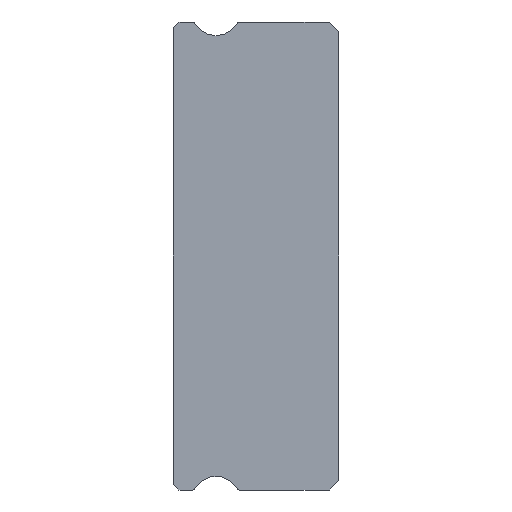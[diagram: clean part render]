
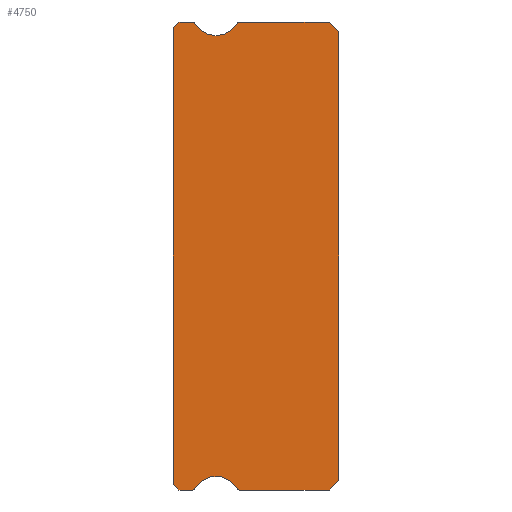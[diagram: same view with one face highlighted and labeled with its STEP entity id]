
A CAD part, left-side view. The second image highlights one B-rep face of the part: STEP entity #4750.
In plain terms, the highlighted planar face has unit normal (-1, 0, 0).
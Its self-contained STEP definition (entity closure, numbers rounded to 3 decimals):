
#7 = ORIENTED_EDGE ( 'NONE', *, *, #3366, .T. ) ;
#26 = VERTEX_POINT ( 'NONE', #3205 ) ;
#84 = LINE ( 'NONE', #3818, #5143 ) ;
#167 = DIRECTION ( 'NONE',  ( 0., -0.707, -0.707 ) ) ;
#177 = DIRECTION ( 'NONE',  ( 0., 0., -1. ) ) ;
#180 = ORIENTED_EDGE ( 'NONE', *, *, #4178, .T. ) ;
#230 = VECTOR ( 'NONE', #167, 1000. ) ;
#270 = FACE_OUTER_BOUND ( 'NONE', #3075, .T. ) ;
#287 = ORIENTED_EDGE ( 'NONE', *, *, #1616, .T. ) ;
#436 = ORIENTED_EDGE ( 'NONE', *, *, #5602, .F. ) ;
#489 = EDGE_CURVE ( 'NONE', #5733, #2024, #1966, .T. ) ;
#557 = DIRECTION ( 'NONE',  ( 1., 0., 0. ) ) ;
#586 = CARTESIAN_POINT ( 'NONE',  ( -10., 8.5, 11.85 ) ) ;
#621 = CARTESIAN_POINT ( 'NONE',  ( -10., 6.3, 12.55 ) ) ;
#650 = VERTEX_POINT ( 'NONE', #4522 ) ;
#677 = VERTEX_POINT ( 'NONE', #5808 ) ;
#914 = CARTESIAN_POINT ( 'NONE',  ( -10., 7.383, -11.925 ) ) ;
#1010 = CIRCLE ( 'NONE', #1584, 1.25 ) ;
#1035 = LINE ( 'NONE', #586, #2189 ) ;
#1086 = VECTOR ( 'NONE', #4676, 1000. ) ;
#1123 = CARTESIAN_POINT ( 'NONE',  ( -10., 5.088, -12. ) ) ;
#1133 = EDGE_CURVE ( 'NONE', #1983, #3490, #3279, .T. ) ;
#1226 = ORIENTED_EDGE ( 'NONE', *, *, #3439, .F. ) ;
#1267 = CARTESIAN_POINT ( 'NONE',  ( -10., 5.088, 11.85 ) ) ;
#1377 = LINE ( 'NONE', #1439, #5610 ) ;
#1439 = CARTESIAN_POINT ( 'NONE',  ( -10., 0., -11.5 ) ) ;
#1477 = EDGE_CURVE ( 'NONE', #3989, #2024, #5462, .T. ) ;
#1486 = LINE ( 'NONE', #4228, #230 ) ;
#1540 = VERTEX_POINT ( 'NONE', #5435 ) ;
#1541 = CARTESIAN_POINT ( 'NONE',  ( -10., 7.512, -12. ) ) ;
#1548 = ORIENTED_EDGE ( 'NONE', *, *, #5090, .T. ) ;
#1568 = LINE ( 'NONE', #1541, #1086 ) ;
#1572 = ORIENTED_EDGE ( 'NONE', *, *, #1730, .F. ) ;
#1583 = LINE ( 'NONE', #4269, #2110 ) ;
#1584 = AXIS2_PLACEMENT_3D ( 'NONE', #5226, #4241, #4693 ) ;
#1604 = VERTEX_POINT ( 'NONE', #2353 ) ;
#1616 = EDGE_CURVE ( 'NONE', #1540, #3989, #1486, .T. ) ;
#1645 = VERTEX_POINT ( 'NONE', #1937 ) ;
#1694 = EDGE_CURVE ( 'NONE', #3930, #3955, #1568, .T. ) ;
#1719 = DIRECTION ( 'NONE',  ( 0., -0.707, -0.707 ) ) ;
#1730 = EDGE_CURVE ( 'NONE', #3490, #1604, #5577, .T. ) ;
#1767 = AXIS2_PLACEMENT_3D ( 'NONE', #1267, #2114, #3423 ) ;
#1791 = LINE ( 'NONE', #4503, #3206 ) ;
#1850 = CARTESIAN_POINT ( 'NONE',  ( -10., 7.512, 12. ) ) ;
#1937 = CARTESIAN_POINT ( 'NONE',  ( -10., 8.2, 12. ) ) ;
#1944 = AXIS2_PLACEMENT_3D ( 'NONE', #621, #2058, #4711 ) ;
#1966 = CIRCLE ( 'NONE', #4247, 0.15 ) ;
#1983 = VERTEX_POINT ( 'NONE', #2710 ) ;
#2003 = CARTESIAN_POINT ( 'NONE',  ( -10., 5.088, -11.85 ) ) ;
#2024 = VERTEX_POINT ( 'NONE', #4639 ) ;
#2058 = DIRECTION ( 'NONE',  ( -1., 0., 0. ) ) ;
#2110 = VECTOR ( 'NONE', #2841, 1000. ) ;
#2114 = DIRECTION ( 'NONE',  ( 1., 0., 0. ) ) ;
#2140 = CARTESIAN_POINT ( 'NONE',  ( -10., 7.512, -11.85 ) ) ;
#2189 = VECTOR ( 'NONE', #2411, 1000. ) ;
#2324 = DIRECTION ( 'NONE',  ( 0., 1., 0. ) ) ;
#2353 = CARTESIAN_POINT ( 'NONE',  ( -10., 5.088, 12. ) ) ;
#2366 = VECTOR ( 'NONE', #2997, 1000. ) ;
#2408 = DIRECTION ( 'NONE',  ( 0., 0., -1. ) ) ;
#2411 = DIRECTION ( 'NONE',  ( 0., 0., 1. ) ) ;
#2442 = CARTESIAN_POINT ( 'NONE',  ( -10., 7.512, 11.85 ) ) ;
#2509 = CARTESIAN_POINT ( 'NONE',  ( -10., 8.2, -12. ) ) ;
#2584 = LINE ( 'NONE', #3064, #2366 ) ;
#2679 = VERTEX_POINT ( 'NONE', #2864 ) ;
#2710 = CARTESIAN_POINT ( 'NONE',  ( -10., 6.3, 11.3 ) ) ;
#2730 = EDGE_CURVE ( 'NONE', #1604, #2790, #84, .T. ) ;
#2762 = EDGE_CURVE ( 'NONE', #1540, #650, #1035, .T. ) ;
#2790 = VERTEX_POINT ( 'NONE', #3846 ) ;
#2841 = DIRECTION ( 'NONE',  ( 0., 0., 1. ) ) ;
#2864 = CARTESIAN_POINT ( 'NONE',  ( -10., 0., -11.5 ) ) ;
#2918 = DIRECTION ( 'NONE',  ( -1., 0., 0. ) ) ;
#2997 = DIRECTION ( 'NONE',  ( 0., 0.707, -0.707 ) ) ;
#3060 = CARTESIAN_POINT ( 'NONE',  ( -10., 7.512, 11.85 ) ) ;
#3064 = CARTESIAN_POINT ( 'NONE',  ( -10., 8.5, 11.7 ) ) ;
#3075 = EDGE_LOOP ( 'NONE', ( #4882, #287, #4617, #3856, #5441, #5623, #4185, #1226, #1548, #436, #4407, #1572, #3396, #5467, #4965, #180, #7 ) ) ;
#3103 = LINE ( 'NONE', #3424, #4935 ) ;
#3205 = CARTESIAN_POINT ( 'NONE',  ( -10., 7.383, 11.925 ) ) ;
#3206 = VECTOR ( 'NONE', #2324, 1000. ) ;
#3262 = AXIS2_PLACEMENT_3D ( 'NONE', #2442, #557, #2408 ) ;
#3279 = CIRCLE ( 'NONE', #1944, 1.25 ) ;
#3348 = CIRCLE ( 'NONE', #3536, 0.15 ) ;
#3366 = EDGE_CURVE ( 'NONE', #1645, #650, #2584, .T. ) ;
#3396 = ORIENTED_EDGE ( 'NONE', *, *, #1133, .F. ) ;
#3423 = DIRECTION ( 'NONE',  ( 0., 0., -1. ) ) ;
#3424 = CARTESIAN_POINT ( 'NONE',  ( -10., 0.5, 12. ) ) ;
#3430 = DIRECTION ( 'NONE',  ( 1., 0., 0. ) ) ;
#3439 = EDGE_CURVE ( 'NONE', #2679, #3930, #1377, .T. ) ;
#3490 = VERTEX_POINT ( 'NONE', #3654 ) ;
#3536 = AXIS2_PLACEMENT_3D ( 'NONE', #2003, #3430, #177 ) ;
#3570 = VECTOR ( 'NONE', #4144, 1000. ) ;
#3594 = DIRECTION ( 'NONE',  ( 0., 0.707, -0.707 ) ) ;
#3600 = AXIS2_PLACEMENT_3D ( 'NONE', #5551, #2918, #3816 ) ;
#3605 = EDGE_CURVE ( 'NONE', #26, #1983, #1010, .T. ) ;
#3615 = CARTESIAN_POINT ( 'NONE',  ( -10., 0., 11.5 ) ) ;
#3654 = CARTESIAN_POINT ( 'NONE',  ( -10., 5.217, 11.925 ) ) ;
#3816 = DIRECTION ( 'NONE',  ( 0., 0., -1. ) ) ;
#3818 = CARTESIAN_POINT ( 'NONE',  ( -10., 7.512, 12. ) ) ;
#3838 = DIRECTION ( 'NONE',  ( 1., 0., 0. ) ) ;
#3846 = CARTESIAN_POINT ( 'NONE',  ( -10., 0.5, 12. ) ) ;
#3856 = ORIENTED_EDGE ( 'NONE', *, *, #489, .F. ) ;
#3930 = VERTEX_POINT ( 'NONE', #4712 ) ;
#3955 = VERTEX_POINT ( 'NONE', #1123 ) ;
#3989 = VERTEX_POINT ( 'NONE', #2509 ) ;
#4036 = DIRECTION ( 'NONE',  ( 0., 0., -1. ) ) ;
#4127 = VERTEX_POINT ( 'NONE', #1850 ) ;
#4144 = DIRECTION ( 'NONE',  ( 0., -1., 0. ) ) ;
#4163 = CIRCLE ( 'NONE', #3600, 1.25 ) ;
#4178 = EDGE_CURVE ( 'NONE', #4127, #1645, #1791, .T. ) ;
#4185 = ORIENTED_EDGE ( 'NONE', *, *, #1694, .F. ) ;
#4228 = CARTESIAN_POINT ( 'NONE',  ( -10., 8.2, -12. ) ) ;
#4241 = DIRECTION ( 'NONE',  ( -1., 0., 0. ) ) ;
#4247 = AXIS2_PLACEMENT_3D ( 'NONE', #2140, #3838, #5271 ) ;
#4269 = CARTESIAN_POINT ( 'NONE',  ( -10., 0., 11.5 ) ) ;
#4407 = ORIENTED_EDGE ( 'NONE', *, *, #2730, .F. ) ;
#4503 = CARTESIAN_POINT ( 'NONE',  ( -10., 8.2, 12. ) ) ;
#4522 = CARTESIAN_POINT ( 'NONE',  ( -10., 8.5, 11.7 ) ) ;
#4592 = CARTESIAN_POINT ( 'NONE',  ( -10., 7.512, -12. ) ) ;
#4617 = ORIENTED_EDGE ( 'NONE', *, *, #1477, .T. ) ;
#4639 = CARTESIAN_POINT ( 'NONE',  ( -10., 7.512, -12. ) ) ;
#4676 = DIRECTION ( 'NONE',  ( 0., 1., 0. ) ) ;
#4681 = DIRECTION ( 'NONE',  ( 0., -1., 0. ) ) ;
#4693 = DIRECTION ( 'NONE',  ( 0., 0., -1. ) ) ;
#4711 = DIRECTION ( 'NONE',  ( 0., 0., -1. ) ) ;
#4712 = CARTESIAN_POINT ( 'NONE',  ( -10., 0.5, -12. ) ) ;
#4750 = ADVANCED_FACE ( 'NONE', ( #270 ), #4845, .F. ) ;
#4845 = PLANE ( 'NONE',  #5446 ) ;
#4882 = ORIENTED_EDGE ( 'NONE', *, *, #2762, .F. ) ;
#4935 = VECTOR ( 'NONE', #1719, 1000. ) ;
#4938 = DIRECTION ( 'NONE',  ( 1., 0., 0. ) ) ;
#4965 = ORIENTED_EDGE ( 'NONE', *, *, #5455, .F. ) ;
#5050 = EDGE_CURVE ( 'NONE', #3955, #677, #3348, .T. ) ;
#5090 = EDGE_CURVE ( 'NONE', #2679, #5350, #1583, .T. ) ;
#5143 = VECTOR ( 'NONE', #4681, 1000. ) ;
#5226 = CARTESIAN_POINT ( 'NONE',  ( -10., 6.3, 12.55 ) ) ;
#5271 = DIRECTION ( 'NONE',  ( 0., 0., -1. ) ) ;
#5350 = VERTEX_POINT ( 'NONE', #3615 ) ;
#5435 = CARTESIAN_POINT ( 'NONE',  ( -10., 8.5, -11.7 ) ) ;
#5441 = ORIENTED_EDGE ( 'NONE', *, *, #5566, .F. ) ;
#5446 = AXIS2_PLACEMENT_3D ( 'NONE', #3060, #4938, #4036 ) ;
#5455 = EDGE_CURVE ( 'NONE', #4127, #26, #5830, .T. ) ;
#5462 = LINE ( 'NONE', #4592, #3570 ) ;
#5467 = ORIENTED_EDGE ( 'NONE', *, *, #3605, .F. ) ;
#5551 = CARTESIAN_POINT ( 'NONE',  ( -10., 6.3, -12.55 ) ) ;
#5566 = EDGE_CURVE ( 'NONE', #677, #5733, #4163, .T. ) ;
#5577 = CIRCLE ( 'NONE', #1767, 0.15 ) ;
#5602 = EDGE_CURVE ( 'NONE', #2790, #5350, #3103, .T. ) ;
#5610 = VECTOR ( 'NONE', #3594, 1000. ) ;
#5623 = ORIENTED_EDGE ( 'NONE', *, *, #5050, .F. ) ;
#5733 = VERTEX_POINT ( 'NONE', #914 ) ;
#5808 = CARTESIAN_POINT ( 'NONE',  ( -10., 5.217, -11.925 ) ) ;
#5830 = CIRCLE ( 'NONE', #3262, 0.15 ) ;
